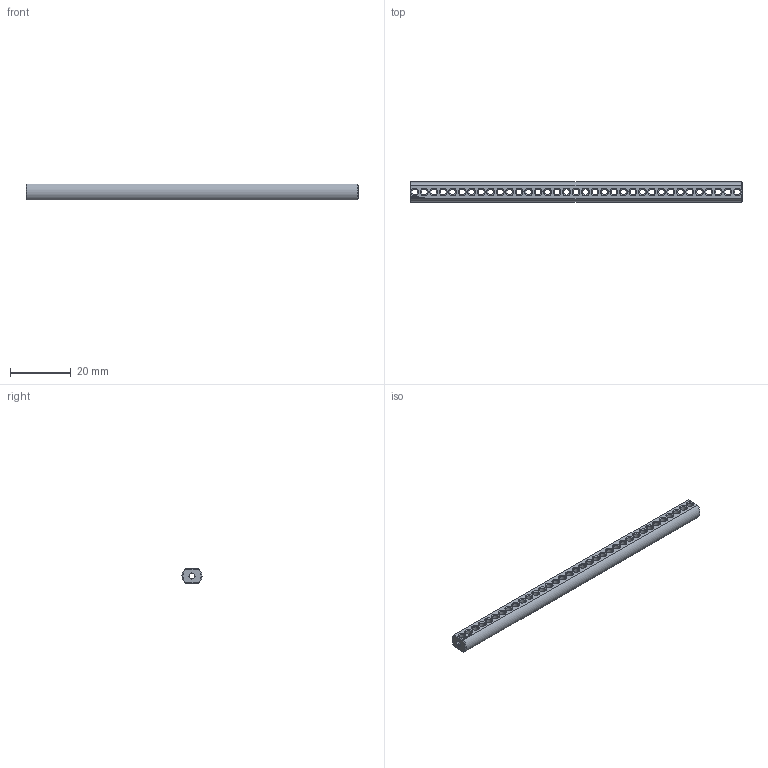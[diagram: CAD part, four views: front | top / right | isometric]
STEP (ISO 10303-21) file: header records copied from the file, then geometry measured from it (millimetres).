
FILE_DESCRIPTION(('FreeCAD Model'),'2;1');
FILE_NAME('Open CASCADE Shape Model','2024-06-18T13:06:46',(''),(''), 'Open CASCADE STEP processor 7.6','FreeCAD','Unknown');
FILE_SCHEMA(('AUTOMOTIVE_DESIGN { 1 0 10303 214 1 1 1 1 }'));
Length unit declared in the file: millimetre
Products named in the file (1): Shaft IDX BU08.75 - SPN-SFT-0155 (stemfie.org)
Bounding box: 109.38 x 6.6 x 5 mm (x, y, z)
Volume: 2495.5 mm3; surface area: 3167.6 mm2
Topology: 1 solids, 1 shells, 653 faces, 1940 edges, 1244 vertices
Faces by surface type: plane 319, extrusion 152, cylinder 108, cone 74
Full cylindrical faces by diameter (mm): 2 x106
Entity records: 22266 total; most frequent: CARTESIAN_POINT 4750, ORIENTED_EDGE 3880, DIRECTION 3238, EDGE_CURVE 1940, VECTOR 1342, VERTEX_POINT 1244, LINE 1190, AXIS2_PLACEMENT_3D 948
